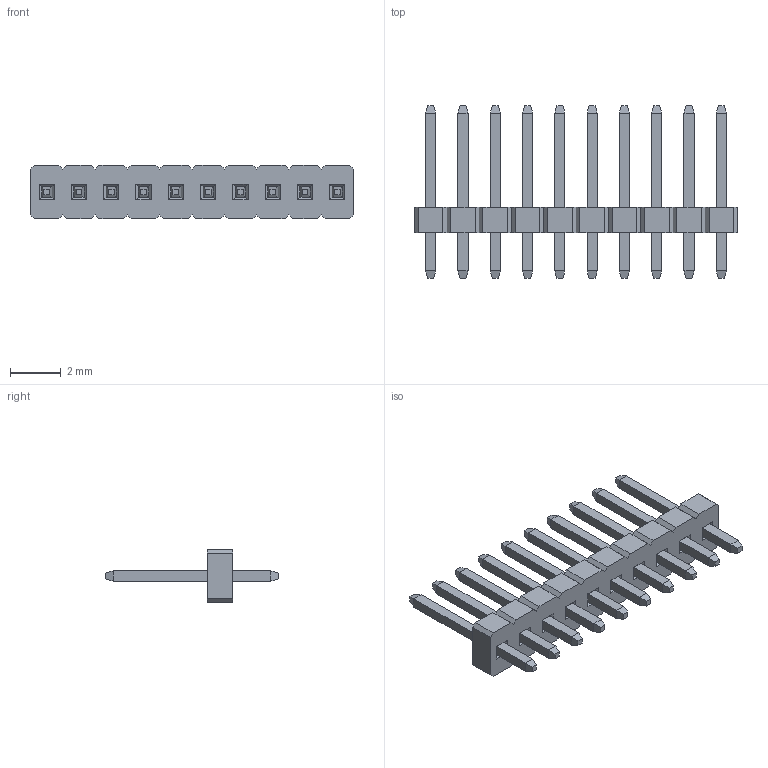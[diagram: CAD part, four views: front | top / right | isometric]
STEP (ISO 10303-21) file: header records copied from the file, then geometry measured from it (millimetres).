
FILE_DESCRIPTION( ('This file contains a STEP AP42 implementation' ,'as created by ZW3D STEP Interface translator.') ,'2;1' );
FILE_NAME( '1310-1XXXXS068XXXX.stp' ,'23 315. 82322', (''), ('ZWCAD Software Co.'), 'Version 1.0', 'ZW3D to STEP translator', '' );
FILE_SCHEMA(('AUTOMOTIVE_DESIGN { 1 0 10303 214 1 1 1 1 }'));
Length unit declared in the file: millimetre
Products named in the file (2): 0; 1310-1110XXS068XXXX
Bounding box: 12.7 x 6.8 x 2.1 mm (x, y, z)
Volume: 35.1 mm3; surface area: 204.1 mm2
Topology: 11 solids, 11 shells, 284 faces, 666 edges, 404 vertices
Faces by surface type: plane 284
Entity records: 8131 total; most frequent: CARTESIAN_POINT 1355, ORIENTED_EDGE 1332, DIRECTION 1236, VECTOR 666, LINE 666, EDGE_CURVE 666, VERTEX_POINT 404, EDGE_LOOP 304
